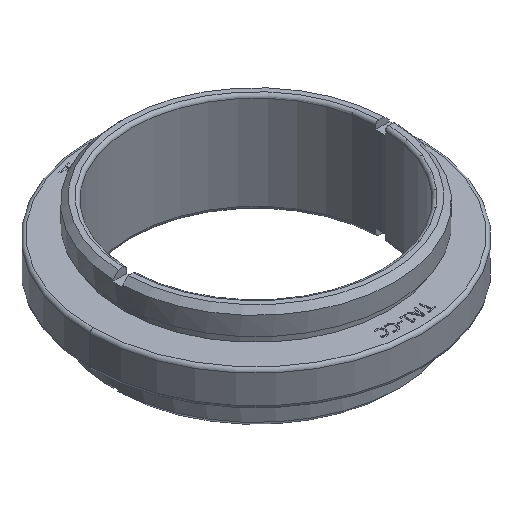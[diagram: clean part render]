
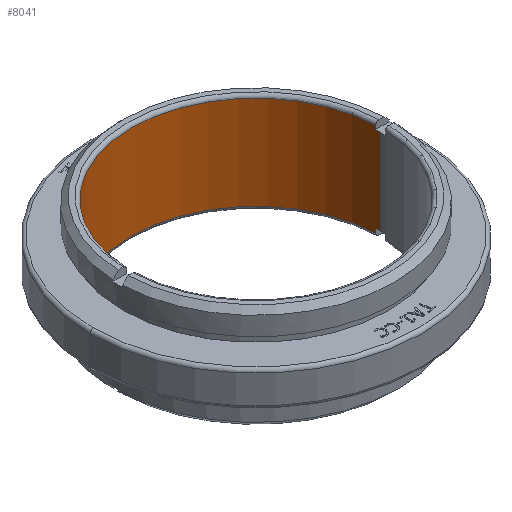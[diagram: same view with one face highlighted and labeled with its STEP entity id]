
A CAD part, isometric view. The second image highlights one B-rep face of the part: STEP entity #8041.
In plain terms, the highlighted cylindrical face has radius 11.45 mm (diameter 22.9 mm), a partial arc.
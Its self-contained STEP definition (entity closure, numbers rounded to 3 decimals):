
#66 = CARTESIAN_POINT ( 'NONE',  ( -11.441, 0.45, 0. ) ) ;
#113 = CARTESIAN_POINT ( 'NONE',  ( -11.441, 0.45, 8.55 ) ) ;
#129 = DIRECTION ( 'NONE',  ( 0., 0., 1. ) ) ;
#159 = ORIENTED_EDGE ( 'NONE', *, *, #5008, .F. ) ;
#193 = CARTESIAN_POINT ( 'NONE',  ( 11.441, 0.45, 0. ) ) ;
#195 = DIRECTION ( 'NONE',  ( -1., 0., 0. ) ) ;
#317 = VERTEX_POINT ( 'NONE', #5601 ) ;
#586 = CARTESIAN_POINT ( 'NONE',  ( 0., 0., 0.3 ) ) ;
#604 = CIRCLE ( 'NONE', #8874, 11.45 ) ;
#694 = ORIENTED_EDGE ( 'NONE', *, *, #9272, .T. ) ;
#794 = CARTESIAN_POINT ( 'NONE',  ( 0., 0., 0.65 ) ) ;
#871 = CARTESIAN_POINT ( 'NONE',  ( -11.441, 0.45, 0. ) ) ;
#955 = VERTEX_POINT ( 'NONE', #2872 ) ;
#1000 = DIRECTION ( 'NONE',  ( 0., 0., -1. ) ) ;
#1128 = EDGE_CURVE ( 'NONE', #5077, #5145, #6537, .T. ) ;
#1163 = ORIENTED_EDGE ( 'NONE', *, *, #2767, .T. ) ;
#1191 = DIRECTION ( 'NONE',  ( -1., 0., 0. ) ) ;
#1204 = EDGE_CURVE ( 'NONE', #6389, #5015, #2557, .T. ) ;
#1228 = CARTESIAN_POINT ( 'NONE',  ( -11.441, 0.45, 8.9 ) ) ;
#1243 = DIRECTION ( 'NONE',  ( 0., 0., -1. ) ) ;
#1426 = CARTESIAN_POINT ( 'NONE',  ( 11.441, 0.45, 8.9 ) ) ;
#1560 = CARTESIAN_POINT ( 'NONE',  ( -11.45, 0., 0. ) ) ;
#1586 = ORIENTED_EDGE ( 'NONE', *, *, #4608, .T. ) ;
#1654 = VERTEX_POINT ( 'NONE', #1426 ) ;
#1681 = LINE ( 'NONE', #66, #8014 ) ;
#1713 = EDGE_LOOP ( 'NONE', ( #6423, #1586, #3836, #694, #159, #3401, #4347, #3957, #2403, #1163, #6625, #8118 ) ) ;
#1860 = VERTEX_POINT ( 'NONE', #7923 ) ;
#1995 = CIRCLE ( 'NONE', #7319, 11.45 ) ;
#2110 = DIRECTION ( 'NONE',  ( 0., 0., 1. ) ) ;
#2163 = VERTEX_POINT ( 'NONE', #5462 ) ;
#2235 = CIRCLE ( 'NONE', #2563, 11.45 ) ;
#2283 = DIRECTION ( 'NONE',  ( 0., 0., -1. ) ) ;
#2403 = ORIENTED_EDGE ( 'NONE', *, *, #9326, .F. ) ;
#2463 = EDGE_CURVE ( 'NONE', #955, #317, #604, .T. ) ;
#2474 = DIRECTION ( 'NONE',  ( 1., 0., 0. ) ) ;
#2509 = CARTESIAN_POINT ( 'NONE',  ( -11.441, 0.45, 0.65 ) ) ;
#2557 = CIRCLE ( 'NONE', #2893, 11.45 ) ;
#2563 = AXIS2_PLACEMENT_3D ( 'NONE', #586, #4470, #9926 ) ;
#2767 = EDGE_CURVE ( 'NONE', #8124, #2163, #2235, .T. ) ;
#2853 = EDGE_CURVE ( 'NONE', #1860, #317, #4768, .T. ) ;
#2872 = CARTESIAN_POINT ( 'NONE',  ( 11.441, 0.45, 0.65 ) ) ;
#2893 = AXIS2_PLACEMENT_3D ( 'NONE', #3386, #8007, #195 ) ;
#3018 = VECTOR ( 'NONE', #1000, 1000. ) ;
#3196 = DIRECTION ( 'NONE',  ( 0., 0., 1. ) ) ;
#3323 = CARTESIAN_POINT ( 'NONE',  ( 11.441, 0.45, 8.55 ) ) ;
#3386 = CARTESIAN_POINT ( 'NONE',  ( 0., 0., 0.65 ) ) ;
#3401 = ORIENTED_EDGE ( 'NONE', *, *, #1128, .T. ) ;
#3437 = LINE ( 'NONE', #193, #3018 ) ;
#3537 = CIRCLE ( 'NONE', #3710, 11.45 ) ;
#3570 = VECTOR ( 'NONE', #4617, 1000. ) ;
#3583 = VECTOR ( 'NONE', #7009, 1000. ) ;
#3620 = EDGE_CURVE ( 'NONE', #5145, #6389, #9463, .T. ) ;
#3629 = FACE_OUTER_BOUND ( 'NONE', #1713, .T. ) ;
#3710 = AXIS2_PLACEMENT_3D ( 'NONE', #4979, #129, #2474 ) ;
#3836 = ORIENTED_EDGE ( 'NONE', *, *, #8620, .F. ) ;
#3957 = ORIENTED_EDGE ( 'NONE', *, *, #1204, .T. ) ;
#4329 = VECTOR ( 'NONE', #8749, 1000. ) ;
#4347 = ORIENTED_EDGE ( 'NONE', *, *, #3620, .T. ) ;
#4404 = VERTEX_POINT ( 'NONE', #3323 ) ;
#4470 = DIRECTION ( 'NONE',  ( 0., 0., -1. ) ) ;
#4559 = CARTESIAN_POINT ( 'NONE',  ( -11.441, 0.45, 0.3 ) ) ;
#4608 = EDGE_CURVE ( 'NONE', #1860, #4404, #3537, .T. ) ;
#4617 = DIRECTION ( 'NONE',  ( 0., 0., -1. ) ) ;
#4768 = LINE ( 'NONE', #7050, #3570 ) ;
#4880 = AXIS2_PLACEMENT_3D ( 'NONE', #7177, #7016, #6297 ) ;
#4979 = CARTESIAN_POINT ( 'NONE',  ( 0., 0., 8.55 ) ) ;
#5008 = EDGE_CURVE ( 'NONE', #5077, #8429, #1681, .T. ) ;
#5015 = VERTEX_POINT ( 'NONE', #2509 ) ;
#5077 = VERTEX_POINT ( 'NONE', #113 ) ;
#5145 = VERTEX_POINT ( 'NONE', #5261 ) ;
#5184 = CYLINDRICAL_SURFACE ( 'NONE', #6828, 11.45 ) ;
#5261 = CARTESIAN_POINT ( 'NONE',  ( -11.45, 0., 8.55 ) ) ;
#5385 = CARTESIAN_POINT ( 'NONE',  ( 0., 0., 8.9 ) ) ;
#5462 = CARTESIAN_POINT ( 'NONE',  ( 11.441, 0.45, 0.3 ) ) ;
#5577 = CARTESIAN_POINT ( 'NONE',  ( 11.441, 0.45, 0. ) ) ;
#5601 = CARTESIAN_POINT ( 'NONE',  ( 11.45, 0., 0.65 ) ) ;
#5731 = CARTESIAN_POINT ( 'NONE',  ( -11.45, 0., 0.65 ) ) ;
#6297 = DIRECTION ( 'NONE',  ( 1., 0., 0. ) ) ;
#6365 = DIRECTION ( 'NONE',  ( 0., 0., 1. ) ) ;
#6389 = VERTEX_POINT ( 'NONE', #5731 ) ;
#6423 = ORIENTED_EDGE ( 'NONE', *, *, #2853, .F. ) ;
#6537 = CIRCLE ( 'NONE', #4880, 11.45 ) ;
#6625 = ORIENTED_EDGE ( 'NONE', *, *, #9724, .F. ) ;
#6828 = AXIS2_PLACEMENT_3D ( 'NONE', #8930, #1243, #1191 ) ;
#7009 = DIRECTION ( 'NONE',  ( 0., 0., -1. ) ) ;
#7016 = DIRECTION ( 'NONE',  ( 0., 0., 1. ) ) ;
#7050 = CARTESIAN_POINT ( 'NONE',  ( 11.45, 0., 0. ) ) ;
#7177 = CARTESIAN_POINT ( 'NONE',  ( 0., 0., 8.55 ) ) ;
#7319 = AXIS2_PLACEMENT_3D ( 'NONE', #5385, #2110, #10222 ) ;
#7481 = VECTOR ( 'NONE', #3196, 1000. ) ;
#7923 = CARTESIAN_POINT ( 'NONE',  ( 11.45, 0., 8.55 ) ) ;
#8007 = DIRECTION ( 'NONE',  ( 0., 0., -1. ) ) ;
#8014 = VECTOR ( 'NONE', #6365, 1000. ) ;
#8041 = ADVANCED_FACE ( 'NONE', ( #3629 ), #5184, .F. ) ;
#8118 = ORIENTED_EDGE ( 'NONE', *, *, #2463, .T. ) ;
#8124 = VERTEX_POINT ( 'NONE', #4559 ) ;
#8429 = VERTEX_POINT ( 'NONE', #1228 ) ;
#8620 = EDGE_CURVE ( 'NONE', #1654, #4404, #3437, .T. ) ;
#8715 = LINE ( 'NONE', #871, #7481 ) ;
#8749 = DIRECTION ( 'NONE',  ( 0., 0., -1. ) ) ;
#8874 = AXIS2_PLACEMENT_3D ( 'NONE', #794, #2283, #9415 ) ;
#8930 = CARTESIAN_POINT ( 'NONE',  ( 0., 0., 0. ) ) ;
#9272 = EDGE_CURVE ( 'NONE', #1654, #8429, #1995, .T. ) ;
#9326 = EDGE_CURVE ( 'NONE', #8124, #5015, #8715, .T. ) ;
#9415 = DIRECTION ( 'NONE',  ( -1., 0., 0. ) ) ;
#9463 = LINE ( 'NONE', #1560, #3583 ) ;
#9480 = LINE ( 'NONE', #5577, #4329 ) ;
#9724 = EDGE_CURVE ( 'NONE', #955, #2163, #9480, .T. ) ;
#9926 = DIRECTION ( 'NONE',  ( -1., 0., 0. ) ) ;
#10222 = DIRECTION ( 'NONE',  ( 1., 0., 0. ) ) ;
